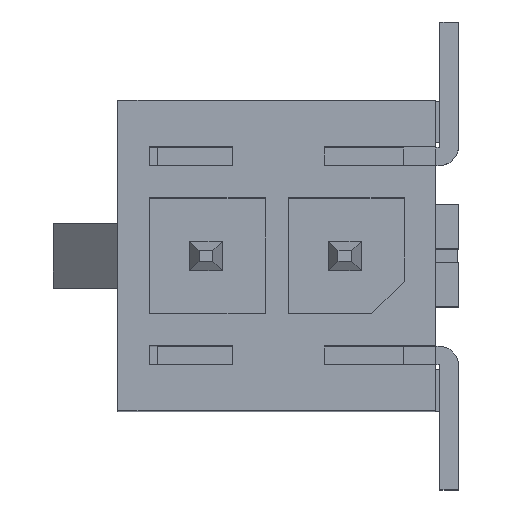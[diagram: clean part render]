
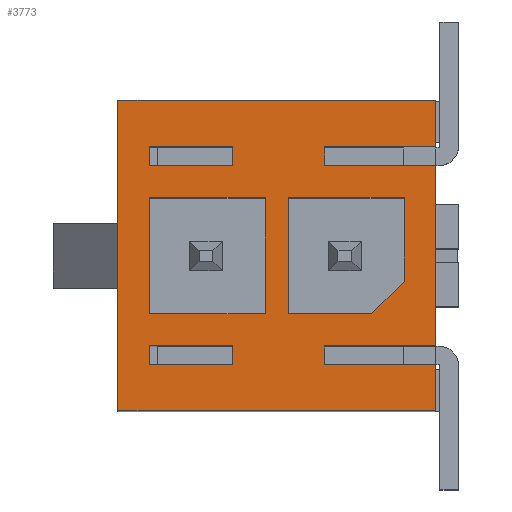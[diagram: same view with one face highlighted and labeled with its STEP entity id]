
A CAD part, top view. The second image highlights one B-rep face of the part: STEP entity #3773.
In plain terms, the highlighted planar face has unit normal (0, 0, 1).
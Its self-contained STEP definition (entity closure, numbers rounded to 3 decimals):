
#182=ORIENTED_EDGE('',*,*,#1279,.T.);
#183=ORIENTED_EDGE('',*,*,#1280,.T.);
#184=ORIENTED_EDGE('',*,*,#1271,.T.);
#185=ORIENTED_EDGE('',*,*,#1203,.T.);
#186=ORIENTED_EDGE('',*,*,#1281,.T.);
#187=ORIENTED_EDGE('',*,*,#1282,.T.);
#188=ORIENTED_EDGE('',*,*,#1283,.T.);
#189=ORIENTED_EDGE('',*,*,#1284,.T.);
#190=ORIENTED_EDGE('',*,*,#1285,.F.);
#191=ORIENTED_EDGE('',*,*,#1286,.F.);
#192=ORIENTED_EDGE('',*,*,#1287,.F.);
#193=ORIENTED_EDGE('',*,*,#1288,.T.);
#194=ORIENTED_EDGE('',*,*,#1289,.F.);
#195=ORIENTED_EDGE('',*,*,#1290,.F.);
#196=ORIENTED_EDGE('',*,*,#1291,.F.);
#197=ORIENTED_EDGE('',*,*,#1292,.F.);
#198=ORIENTED_EDGE('',*,*,#1293,.F.);
#199=ORIENTED_EDGE('',*,*,#1218,.T.);
#200=ORIENTED_EDGE('',*,*,#1294,.T.);
#201=ORIENTED_EDGE('',*,*,#1207,.T.);
#202=ORIENTED_EDGE('',*,*,#1275,.T.);
#203=ORIENTED_EDGE('',*,*,#1214,.T.);
#204=ORIENTED_EDGE('',*,*,#1295,.F.);
#205=ORIENTED_EDGE('',*,*,#1296,.F.);
#206=ORIENTED_EDGE('',*,*,#1297,.T.);
#207=ORIENTED_EDGE('',*,*,#1222,.T.);
#208=ORIENTED_EDGE('',*,*,#1298,.T.);
#209=ORIENTED_EDGE('',*,*,#1299,.T.);
#210=ORIENTED_EDGE('',*,*,#1300,.T.);
#1203=EDGE_CURVE('',#1757,#1759,#2127,.T.);
#1207=EDGE_CURVE('',#1761,#1763,#2131,.T.);
#1214=EDGE_CURVE('',#1771,#1770,#2138,.T.);
#1218=EDGE_CURVE('',#1775,#1774,#2142,.T.);
#1222=EDGE_CURVE('',#1779,#1778,#2146,.T.);
#1271=EDGE_CURVE('',#1822,#1757,#2195,.T.);
#1275=EDGE_CURVE('',#1763,#1771,#2199,.T.);
#1279=EDGE_CURVE('',#1759,#1825,#2203,.T.);
#1280=EDGE_CURVE('',#1825,#1822,#2204,.T.);
#1281=EDGE_CURVE('',#1826,#1827,#2205,.T.);
#1282=EDGE_CURVE('',#1827,#1828,#2206,.T.);
#1283=EDGE_CURVE('',#1828,#1829,#2207,.T.);
#1284=EDGE_CURVE('',#1829,#1826,#2208,.T.);
#1285=EDGE_CURVE('',#1830,#1831,#2209,.T.);
#1286=EDGE_CURVE('',#1832,#1830,#2210,.T.);
#1287=EDGE_CURVE('',#1833,#1832,#2211,.T.);
#1288=EDGE_CURVE('',#1833,#1834,#2212,.F.);
#1289=EDGE_CURVE('',#1831,#1834,#2213,.T.);
#1290=EDGE_CURVE('',#1835,#1836,#2214,.T.);
#1291=EDGE_CURVE('',#1837,#1835,#2215,.T.);
#1292=EDGE_CURVE('',#1838,#1837,#2216,.T.);
#1293=EDGE_CURVE('',#1836,#1838,#2217,.T.);
#1294=EDGE_CURVE('',#1774,#1761,#2218,.T.);
#1295=EDGE_CURVE('',#1839,#1770,#2219,.T.);
#1296=EDGE_CURVE('',#1840,#1839,#2220,.T.);
#1297=EDGE_CURVE('',#1840,#1779,#2221,.T.);
#1298=EDGE_CURVE('',#1778,#1841,#2222,.T.);
#1299=EDGE_CURVE('',#1841,#1842,#2223,.T.);
#1300=EDGE_CURVE('',#1842,#1775,#2224,.T.);
#1757=VERTEX_POINT('',#5217);
#1759=VERTEX_POINT('',#5221);
#1761=VERTEX_POINT('',#5226);
#1763=VERTEX_POINT('',#5230);
#1770=VERTEX_POINT('',#5246);
#1771=VERTEX_POINT('',#5248);
#1774=VERTEX_POINT('',#5254);
#1775=VERTEX_POINT('',#5256);
#1778=VERTEX_POINT('',#5262);
#1779=VERTEX_POINT('',#5264);
#1822=VERTEX_POINT('',#5360);
#1825=VERTEX_POINT('',#5374);
#1826=VERTEX_POINT('',#5377);
#1827=VERTEX_POINT('',#5378);
#1828=VERTEX_POINT('',#5380);
#1829=VERTEX_POINT('',#5382);
#1830=VERTEX_POINT('',#5385);
#1831=VERTEX_POINT('',#5386);
#1832=VERTEX_POINT('',#5388);
#1833=VERTEX_POINT('',#5390);
#1834=VERTEX_POINT('',#5392);
#1835=VERTEX_POINT('',#5395);
#1836=VERTEX_POINT('',#5396);
#1837=VERTEX_POINT('',#5398);
#1838=VERTEX_POINT('',#5400);
#1839=VERTEX_POINT('',#5404);
#1840=VERTEX_POINT('',#5406);
#1841=VERTEX_POINT('',#5409);
#1842=VERTEX_POINT('',#5411);
#2127=LINE('',#5222,#2655);
#2131=LINE('',#5231,#2659);
#2138=LINE('',#5247,#2666);
#2142=LINE('',#5255,#2670);
#2146=LINE('',#5263,#2674);
#2195=LINE('',#5359,#2723);
#2199=LINE('',#5365,#2727);
#2203=LINE('',#5373,#2731);
#2204=LINE('',#5375,#2732);
#2205=LINE('',#5376,#2733);
#2206=LINE('',#5379,#2734);
#2207=LINE('',#5381,#2735);
#2208=LINE('',#5383,#2736);
#2209=LINE('',#5384,#2737);
#2210=LINE('',#5387,#2738);
#2211=LINE('',#5389,#2739);
#2212=LINE('',#5391,#2740);
#2213=LINE('',#5393,#2741);
#2214=LINE('',#5394,#2742);
#2215=LINE('',#5397,#2743);
#2216=LINE('',#5399,#2744);
#2217=LINE('',#5401,#2745);
#2218=LINE('',#5402,#2746);
#2219=LINE('',#5403,#2747);
#2220=LINE('',#5405,#2748);
#2221=LINE('',#5407,#2749);
#2222=LINE('',#5408,#2750);
#2223=LINE('',#5410,#2751);
#2224=LINE('',#5412,#2752);
#2655=VECTOR('',#4238,1000.);
#2659=VECTOR('',#4244,1000.);
#2666=VECTOR('',#4255,1000.);
#2670=VECTOR('',#4259,1000.);
#2674=VECTOR('',#4263,1000.);
#2723=VECTOR('',#4320,1000.);
#2727=VECTOR('',#4324,1000.);
#2731=VECTOR('',#4334,1000.);
#2732=VECTOR('',#4335,1000.);
#2733=VECTOR('',#4336,1000.);
#2734=VECTOR('',#4337,1000.);
#2735=VECTOR('',#4338,1000.);
#2736=VECTOR('',#4339,1000.);
#2737=VECTOR('',#4340,1000.);
#2738=VECTOR('',#4341,1000.);
#2739=VECTOR('',#4342,1000.);
#2740=VECTOR('',#4343,1000.);
#2741=VECTOR('',#4344,1000.);
#2742=VECTOR('',#4345,1000.);
#2743=VECTOR('',#4346,1000.);
#2744=VECTOR('',#4347,1000.);
#2745=VECTOR('',#4348,1000.);
#2746=VECTOR('',#4349,1000.);
#2747=VECTOR('',#4350,1000.);
#2748=VECTOR('',#4351,1000.);
#2749=VECTOR('',#4352,1000.);
#2750=VECTOR('',#4353,1000.);
#2751=VECTOR('',#4354,1000.);
#2752=VECTOR('',#4355,1000.);
#3191=EDGE_LOOP('',(#182,#183,#184,#185));
#3192=EDGE_LOOP('',(#186,#187,#188,#189));
#3193=EDGE_LOOP('',(#190,#191,#192,#193,#194));
#3194=EDGE_LOOP('',(#195,#196,#197,#198));
#3195=EDGE_LOOP('',(#199,#200,#201,#202,#203,#204,#205,#206,#207,#208,#209,
#210));
#3393=FACE_BOUND('',#3191,.T.);
#3394=FACE_BOUND('',#3192,.T.);
#3395=FACE_BOUND('',#3193,.T.);
#3396=FACE_BOUND('',#3194,.T.);
#3397=FACE_BOUND('',#3195,.T.);
#3594=PLANE('',#4015);
#3773=ADVANCED_FACE('',(#3393,#3394,#3395,#3396,#3397),#3594,.T.);
#4015=AXIS2_PLACEMENT_3D('',#5372,#4332,#4333);
#4238=DIRECTION('',(0.,-1.,0.));
#4244=DIRECTION('',(0.,1.,0.));
#4255=DIRECTION('',(0.,1.,0.));
#4259=DIRECTION('',(0.,1.,0.));
#4263=DIRECTION('',(0.,1.,0.));
#4320=DIRECTION('',(1.,0.,0.));
#4324=DIRECTION('',(1.,0.,0.));
#4332=DIRECTION('',(0.,0.,1.));
#4333=DIRECTION('',(1.,0.,0.));
#4334=DIRECTION('',(-1.,0.,0.));
#4335=DIRECTION('',(0.,1.,0.));
#4336=DIRECTION('',(0.,-1.,0.));
#4337=DIRECTION('',(-1.,0.,0.));
#4338=DIRECTION('',(0.,1.,0.));
#4339=DIRECTION('',(1.,0.,0.));
#4340=DIRECTION('',(0.,-1.,0.));
#4341=DIRECTION('',(-1.,0.,0.));
#4342=DIRECTION('',(0.,1.,0.));
#4343=DIRECTION('',(0.707,0.707,0.));
#4344=DIRECTION('',(1.,0.,0.));
#4345=DIRECTION('',(1.,0.,0.));
#4346=DIRECTION('',(0.,-1.,0.));
#4347=DIRECTION('',(-1.,0.,0.));
#4348=DIRECTION('',(0.,1.,0.));
#4349=DIRECTION('',(-1.,0.,0.));
#4350=DIRECTION('',(1.,0.,0.));
#4351=DIRECTION('',(0.,1.,0.));
#4352=DIRECTION('',(1.,0.,0.));
#4353=DIRECTION('',(-1.,0.,0.));
#4354=DIRECTION('',(0.,1.,0.));
#4355=DIRECTION('',(1.,0.,0.));
#5217=CARTESIAN_POINT('',(-0.95,2.35,4.95));
#5221=CARTESIAN_POINT('',(-0.95,1.95,4.95));
#5222=CARTESIAN_POINT('',(-0.95,2.35,4.95));
#5226=CARTESIAN_POINT('',(1.03,1.95,4.95));
#5230=CARTESIAN_POINT('',(1.03,2.35,4.95));
#5231=CARTESIAN_POINT('',(1.03,1.95,4.95));
#5246=CARTESIAN_POINT('',(3.43,3.35,4.95));
#5247=CARTESIAN_POINT('',(3.43,-3.35,4.95));
#5248=CARTESIAN_POINT('',(3.43,2.35,4.95));
#5254=CARTESIAN_POINT('',(3.43,1.95,4.95));
#5255=CARTESIAN_POINT('',(3.43,-3.35,4.95));
#5256=CARTESIAN_POINT('',(3.43,-1.95,4.95));
#5262=CARTESIAN_POINT('',(3.43,-2.35,4.95));
#5263=CARTESIAN_POINT('',(3.43,-3.35,4.95));
#5264=CARTESIAN_POINT('',(3.43,-3.35,4.95));
#5359=CARTESIAN_POINT('',(-2.75,2.35,4.95));
#5360=CARTESIAN_POINT('',(-2.75,2.35,4.95));
#5365=CARTESIAN_POINT('',(1.03,2.35,4.95));
#5372=CARTESIAN_POINT('',(-3.43,-3.35,4.95));
#5373=CARTESIAN_POINT('',(-0.95,1.95,4.95));
#5374=CARTESIAN_POINT('',(-2.75,1.95,4.95));
#5375=CARTESIAN_POINT('',(-2.75,1.95,4.95));
#5376=CARTESIAN_POINT('',(-0.95,-1.95,4.95));
#5377=CARTESIAN_POINT('',(-0.95,-1.95,4.95));
#5378=CARTESIAN_POINT('',(-0.95,-2.35,4.95));
#5379=CARTESIAN_POINT('',(-0.95,-2.35,4.95));
#5380=CARTESIAN_POINT('',(-2.75,-2.35,4.95));
#5381=CARTESIAN_POINT('',(-2.75,-2.35,4.95));
#5382=CARTESIAN_POINT('',(-2.75,-1.95,4.95));
#5383=CARTESIAN_POINT('',(-2.75,-1.95,4.95));
#5384=CARTESIAN_POINT('',(0.25,1.25,4.95));
#5385=CARTESIAN_POINT('',(0.25,1.25,4.95));
#5386=CARTESIAN_POINT('',(0.25,-1.25,4.95));
#5387=CARTESIAN_POINT('',(2.75,1.25,4.95));
#5388=CARTESIAN_POINT('',(2.75,1.25,4.95));
#5389=CARTESIAN_POINT('',(2.75,-1.25,4.95));
#5390=CARTESIAN_POINT('',(2.75,-0.55,4.95));
#5391=CARTESIAN_POINT('',(2.75,-0.55,4.95));
#5392=CARTESIAN_POINT('',(2.05,-1.25,4.95));
#5393=CARTESIAN_POINT('',(0.25,-1.25,4.95));
#5394=CARTESIAN_POINT('',(-2.75,-1.25,4.95));
#5395=CARTESIAN_POINT('',(-2.75,-1.25,4.95));
#5396=CARTESIAN_POINT('',(-0.25,-1.25,4.95));
#5397=CARTESIAN_POINT('',(-2.75,1.25,4.95));
#5398=CARTESIAN_POINT('',(-2.75,1.25,4.95));
#5399=CARTESIAN_POINT('',(-0.25,1.25,4.95));
#5400=CARTESIAN_POINT('',(-0.25,1.25,4.95));
#5401=CARTESIAN_POINT('',(-0.25,-1.25,4.95));
#5402=CARTESIAN_POINT('',(3.43,1.95,4.95));
#5403=CARTESIAN_POINT('',(-3.43,3.35,4.95));
#5404=CARTESIAN_POINT('',(-3.43,3.35,4.95));
#5405=CARTESIAN_POINT('',(-3.43,-3.35,4.95));
#5406=CARTESIAN_POINT('',(-3.43,-3.35,4.95));
#5407=CARTESIAN_POINT('',(-3.43,-3.35,4.95));
#5408=CARTESIAN_POINT('',(3.43,-2.35,4.95));
#5409=CARTESIAN_POINT('',(1.03,-2.35,4.95));
#5410=CARTESIAN_POINT('',(1.03,-2.35,4.95));
#5411=CARTESIAN_POINT('',(1.03,-1.95,4.95));
#5412=CARTESIAN_POINT('',(1.03,-1.95,4.95));
